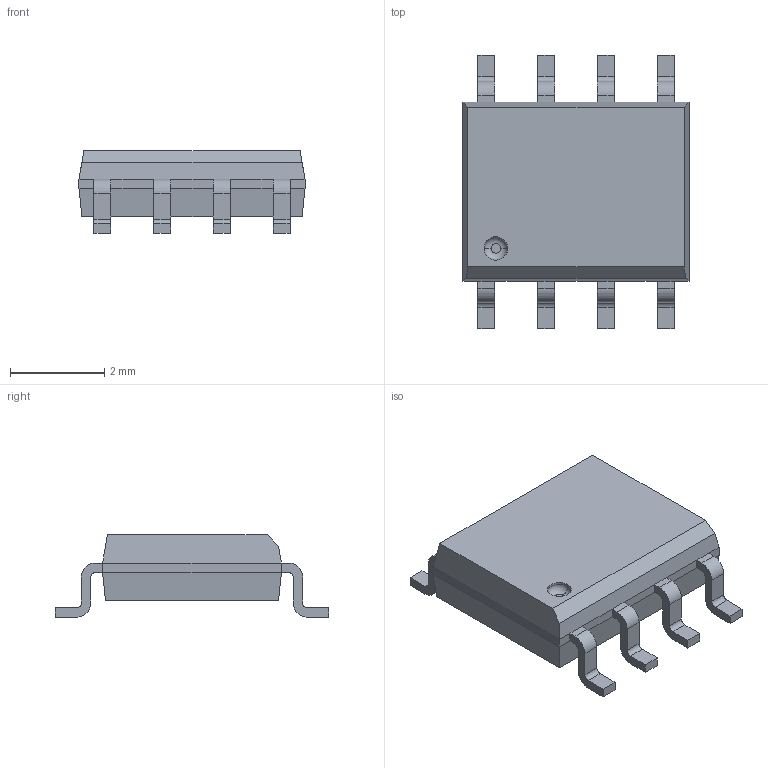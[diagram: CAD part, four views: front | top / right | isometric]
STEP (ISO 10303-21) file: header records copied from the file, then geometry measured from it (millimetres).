
FILE_DESCRIPTION (( 'STEP AP214' ), '1' );
FILE_NAME ('6C3D1CAC-F5A9-468B-8A2F-E19B585FDAF4.STEP', '2008-06-19T11:52:49', ( 'sysAdmin' ), ( 'SolidWorks' ), 'SwSTEP 2.0', 'SolidWorks 2008', '' );
FILE_SCHEMA (( 'AUTOMOTIVE_DESIGN' ));
Length unit declared in the file: millimetre
Products named in the file (1): 6C3D1CAC-F5A9-468B-8A2F-E19B585FDAF4
Bounding box: 4.8 x 5.8 x 1.75 mm (x, y, z)
Volume: 25.6 mm3; surface area: 73.1 mm2
Topology: 1 solids, 1 shells, 132 faces, 345 edges, 216 vertices
Faces by surface type: plane 96, cylinder 34, torus 2
Entity records: 4316 total; most frequent: CARTESIAN_POINT 694, ORIENTED_EDGE 690, DIRECTION 683, EDGE_CURVE 345, VECTOR 273, LINE 273, VERTEX_POINT 216, AXIS2_PLACEMENT_3D 205
